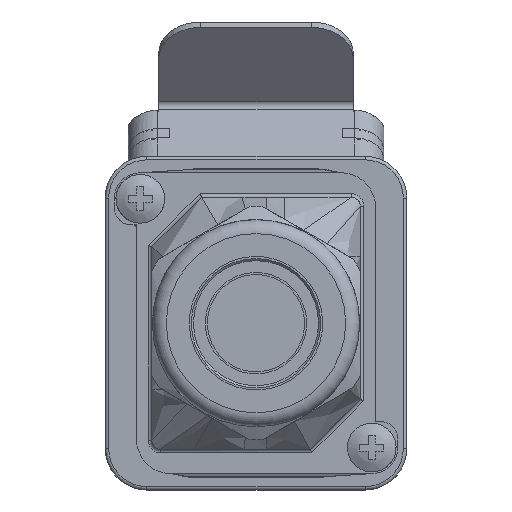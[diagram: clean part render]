
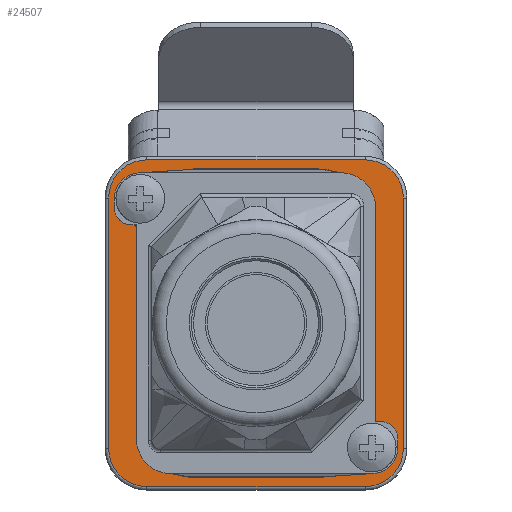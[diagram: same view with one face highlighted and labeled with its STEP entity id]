
A CAD part, front view. The second image highlights one B-rep face of the part: STEP entity #24507.
In plain terms, the highlighted planar face has unit normal (0, -1, 0).
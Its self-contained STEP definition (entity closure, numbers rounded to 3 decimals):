
#15916=PLANE('',#56480);
#16788=FACE_BOUND('',#29471,.T.);
#16789=FACE_BOUND('',#29472,.T.);
#18288=LINE('',#73194,#21460);
#18289=LINE('',#73229,#21461);
#18291=LINE('',#73265,#21463);
#18293=LINE('',#73297,#21465);
#18294=LINE('',#73302,#21466);
#18295=LINE('',#73306,#21467);
#18296=LINE('',#73310,#21468);
#18297=LINE('',#73314,#21469);
#21460=VECTOR('',#61027,1.);
#21461=VECTOR('',#61038,1.);
#21463=VECTOR('',#61050,1.);
#21465=VECTOR('',#61060,1.);
#21466=VECTOR('',#61065,1.);
#21467=VECTOR('',#61068,1.);
#21468=VECTOR('',#61071,1.);
#21469=VECTOR('',#61074,1.);
#24507=ADVANCED_FACE('196-0-24',(#16788,#16789),#15916,.F.);
#29471=EDGE_LOOP('',(#35591,#35592,#35593,#35594,#35595,#35596,#35597,#35598));
#29472=EDGE_LOOP('',(#35599,#35600,#35601,#35602,#35603,#35604,#35605,#35606));
#32586=CIRCLE('',#56458,7.);
#32590=CIRCLE('',#56463,7.);
#32594=CIRCLE('',#56468,7.);
#32598=CIRCLE('',#56473,7.);
#32600=CIRCLE('',#56476,5.5);
#32601=CIRCLE('',#56477,5.5);
#32602=CIRCLE('',#56478,5.5);
#32603=CIRCLE('',#56479,5.5);
#35591=ORIENTED_EDGE('',*,*,#50623,.F.);
#35592=ORIENTED_EDGE('',*,*,#50625,.F.);
#35593=ORIENTED_EDGE('',*,*,#50606,.F.);
#35594=ORIENTED_EDGE('',*,*,#50609,.F.);
#35595=ORIENTED_EDGE('',*,*,#50611,.F.);
#35596=ORIENTED_EDGE('',*,*,#50614,.F.);
#35597=ORIENTED_EDGE('',*,*,#50617,.F.);
#35598=ORIENTED_EDGE('',*,*,#50620,.F.);
#35599=ORIENTED_EDGE('',*,*,#50626,.F.);
#35600=ORIENTED_EDGE('',*,*,#50627,.F.);
#35601=ORIENTED_EDGE('',*,*,#50628,.F.);
#35602=ORIENTED_EDGE('',*,*,#50629,.F.);
#35603=ORIENTED_EDGE('',*,*,#50630,.F.);
#35604=ORIENTED_EDGE('',*,*,#50631,.F.);
#35605=ORIENTED_EDGE('',*,*,#50632,.F.);
#35606=ORIENTED_EDGE('',*,*,#50633,.F.);
#46589=VERTEX_POINT('',#73163);
#46590=VERTEX_POINT('',#73165);
#46591=VERTEX_POINT('',#73193);
#46592=VERTEX_POINT('',#73197);
#46594=VERTEX_POINT('',#73227);
#46596=VERTEX_POINT('',#73233);
#46599=VERTEX_POINT('',#73264);
#46600=VERTEX_POINT('',#73269);
#46601=VERTEX_POINT('',#73300);
#46602=VERTEX_POINT('',#73301);
#46603=VERTEX_POINT('',#73303);
#46604=VERTEX_POINT('',#73305);
#46605=VERTEX_POINT('',#73307);
#46606=VERTEX_POINT('',#73309);
#46607=VERTEX_POINT('',#73311);
#46608=VERTEX_POINT('',#73313);
#50606=EDGE_CURVE('',#46589,#46590,#32586,.T.);
#50609=EDGE_CURVE('',#46591,#46589,#18288,.T.);
#50611=EDGE_CURVE('',#46592,#46591,#32590,.T.);
#50614=EDGE_CURVE('',#46594,#46592,#18289,.T.);
#50617=EDGE_CURVE('',#46596,#46594,#32594,.T.);
#50620=EDGE_CURVE('',#46599,#46596,#18291,.T.);
#50623=EDGE_CURVE('',#46600,#46599,#32598,.T.);
#50625=EDGE_CURVE('',#46590,#46600,#18293,.T.);
#50626=EDGE_CURVE('',#46601,#46602,#32600,.T.);
#50627=EDGE_CURVE('',#46603,#46601,#18294,.T.);
#50628=EDGE_CURVE('',#46604,#46603,#32601,.T.);
#50629=EDGE_CURVE('',#46605,#46604,#18295,.T.);
#50630=EDGE_CURVE('',#46606,#46605,#32602,.T.);
#50631=EDGE_CURVE('',#46607,#46606,#18296,.T.);
#50632=EDGE_CURVE('',#46608,#46607,#32603,.T.);
#50633=EDGE_CURVE('',#46602,#46608,#18297,.T.);
#56458=AXIS2_PLACEMENT_3D('',#73164,#61021,#61022);
#56463=AXIS2_PLACEMENT_3D('',#73199,#61032,#61033);
#56468=AXIS2_PLACEMENT_3D('',#73235,#61044,#61045);
#56473=AXIS2_PLACEMENT_3D('',#73270,#61056,#61057);
#56476=AXIS2_PLACEMENT_3D('',#73299,#61063,#61064);
#56477=AXIS2_PLACEMENT_3D('',#73304,#61066,#61067);
#56478=AXIS2_PLACEMENT_3D('',#73308,#61069,#61070);
#56479=AXIS2_PLACEMENT_3D('',#73312,#61072,#61073);
#56480=AXIS2_PLACEMENT_3D('',#73315,#61075,#61076);
#61021=DIRECTION('',(0.,-1.,0.));
#61022=DIRECTION('',(-1.,0.,0.));
#61027=DIRECTION('',(0.,0.,-1.));
#61032=DIRECTION('',(0.,-1.,0.));
#61033=DIRECTION('',(0.,0.,1.));
#61038=DIRECTION('',(-1.,0.,0.));
#61044=DIRECTION('',(0.,-1.,0.));
#61045=DIRECTION('',(1.,0.,0.));
#61050=DIRECTION('',(0.,0.,1.));
#61056=DIRECTION('',(0.,-1.,0.));
#61057=DIRECTION('',(0.,0.,-1.));
#61060=DIRECTION('',(1.,0.,0.));
#61063=DIRECTION('',(0.,1.,0.));
#61064=DIRECTION('',(1.,0.,0.));
#61065=DIRECTION('',(0.,0.,-1.));
#61066=DIRECTION('',(0.,1.,0.));
#61067=DIRECTION('',(0.,0.,1.));
#61068=DIRECTION('',(1.,0.,0.));
#61069=DIRECTION('',(0.,1.,0.));
#61070=DIRECTION('',(-1.,0.,0.));
#61071=DIRECTION('',(0.,0.,1.));
#61072=DIRECTION('',(0.,1.,0.));
#61073=DIRECTION('',(0.,0.,-1.));
#61074=DIRECTION('',(-1.,0.,0.));
#61075=DIRECTION('',(0.,1.,0.));
#61076=DIRECTION('',(0.,0.,1.));
#73163=CARTESIAN_POINT('',(-16.,-92.101,24.734));
#73164=CARTESIAN_POINT('',(-9.,-92.101,24.734));
#73165=CARTESIAN_POINT('',(-9.,-92.101,17.734));
#73193=CARTESIAN_POINT('',(-16.,-92.101,55.134));
#73194=CARTESIAN_POINT('',(-16.,-92.101,55.134));
#73197=CARTESIAN_POINT('',(-9.,-92.101,62.134));
#73199=CARTESIAN_POINT('',(-9.,-92.101,55.134));
#73227=CARTESIAN_POINT('',(9.,-92.101,62.134));
#73229=CARTESIAN_POINT('',(9.,-92.101,62.134));
#73233=CARTESIAN_POINT('',(16.,-92.101,55.134));
#73235=CARTESIAN_POINT('',(9.,-92.101,55.134));
#73264=CARTESIAN_POINT('',(16.,-92.101,24.734));
#73265=CARTESIAN_POINT('',(16.,-92.101,24.734));
#73269=CARTESIAN_POINT('',(9.,-92.101,17.734));
#73270=CARTESIAN_POINT('',(9.,-92.101,24.734));
#73297=CARTESIAN_POINT('',(-9.,-92.101,17.734));
#73299=CARTESIAN_POINT('',(15.7,-92.101,21.934));
#73300=CARTESIAN_POINT('',(21.2,-92.101,21.934));
#73301=CARTESIAN_POINT('',(15.7,-92.101,16.434));
#73302=CARTESIAN_POINT('',(21.2,-92.101,57.934));
#73303=CARTESIAN_POINT('',(21.2,-92.101,57.934));
#73304=CARTESIAN_POINT('',(15.7,-92.101,57.934));
#73305=CARTESIAN_POINT('',(15.7,-92.101,63.434));
#73306=CARTESIAN_POINT('',(-15.7,-92.101,63.434));
#73307=CARTESIAN_POINT('',(-15.7,-92.101,63.434));
#73308=CARTESIAN_POINT('',(-15.7,-92.101,57.934));
#73309=CARTESIAN_POINT('',(-21.2,-92.101,57.934));
#73310=CARTESIAN_POINT('',(-21.2,-92.101,21.934));
#73311=CARTESIAN_POINT('',(-21.2,-92.101,21.934));
#73312=CARTESIAN_POINT('',(-15.7,-92.101,21.934));
#73313=CARTESIAN_POINT('',(-15.7,-92.101,16.434));
#73314=CARTESIAN_POINT('',(15.7,-92.101,16.434));
#73315=CARTESIAN_POINT('',(-22.885,-92.101,12.009));
